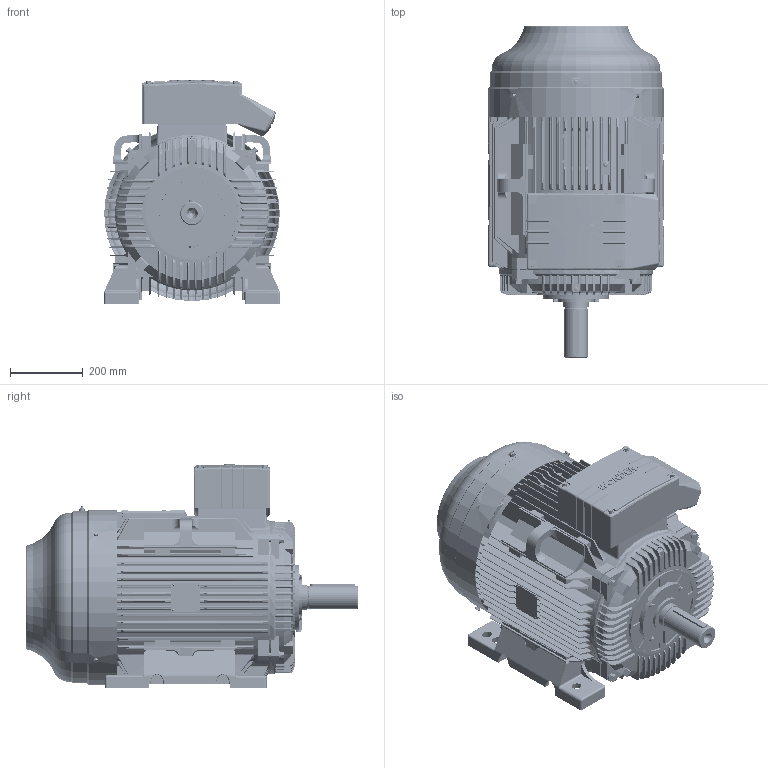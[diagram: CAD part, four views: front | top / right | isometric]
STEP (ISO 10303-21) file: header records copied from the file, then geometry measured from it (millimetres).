
FILE_DESCRIPTION((''),'2;1');
FILE_NAME('YB11WDLOGOWE250-468-B3','2013-01-17T',('Administrator'),(''),'PRO/ENGINEER BY PARAMETRIC TECHNOLOGY CORPORATION, 2007370','PRO/ENGINEER BY PARAMETRIC TECHNOLOGY CORPORATION, 2007370','');
FILE_SCHEMA(('CONFIG_CONTROL_DESIGN'));
Products named in the file (1): YB11WDLOGOWE250-468-B3
Bounding box: 484 x 915 x 618 mm (x, y, z)
Surface area: 5913834.8 mm2 (no closed solid volume)
Topology: 0 solids, 105 shells, 9586 faces, 27275 edges, 17993 vertices
Faces by surface type: plane 4115, cylinder 4064, cone 788, torus 347, bspline 218, sphere 54
Entity records: 338069 total; most frequent: CARTESIAN_POINT 90885, ORIENTED_EDGE 54391, DIRECTION 48452, EDGE_CURVE 27219, VERTEX_POINT 17993, AXIS2_PLACEMENT_3D 17406, VECTOR 13640, LINE 13640
